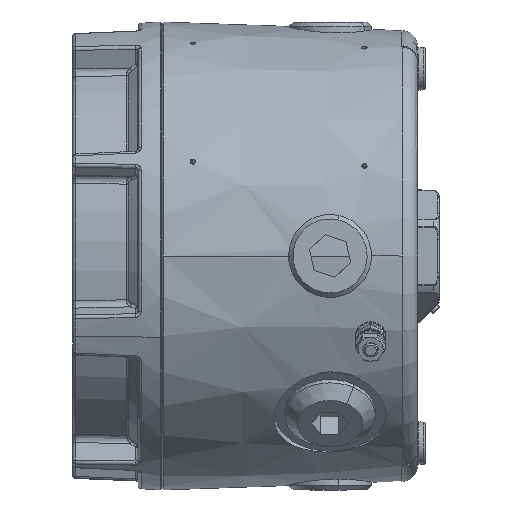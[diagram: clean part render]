
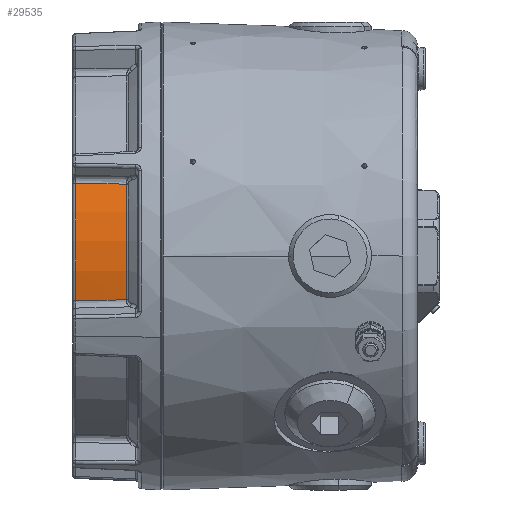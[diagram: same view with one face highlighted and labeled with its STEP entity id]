
A CAD part, left-side view. The second image highlights one B-rep face of the part: STEP entity #29535.
In plain terms, the highlighted conical face has half-angle 2 degrees and reference radius 65 mm.
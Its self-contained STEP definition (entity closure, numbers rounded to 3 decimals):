
#364 = FACE_OUTER_BOUND ( 'NONE', #35323, .T. ) ;
#854 = DIRECTION ( 'NONE',  ( 0., -1., 0. ) ) ;
#2005 = CARTESIAN_POINT ( 'NONE',  ( -49.546, 12.861, 42.928 ) ) ;
#2958 = DIRECTION ( 'NONE',  ( -1., 0., 0. ) ) ;
#6072 = EDGE_CURVE ( 'NONE', #31545, #6391, #20303, .T. ) ;
#6344 = DIRECTION ( 'NONE',  ( 1., 0., 0. ) ) ;
#6391 = VERTEX_POINT ( 'NONE', #18353 ) ;
#8022 = CARTESIAN_POINT ( 'NONE',  ( -64.564, 24.804, 8.64 ) ) ;
#8067 = CARTESIAN_POINT ( 'NONE',  ( -48.84, 27.835, 42.942 ) ) ;
#9585 = CARTESIAN_POINT ( 'NONE',  ( -64.471, 27.835, 8.537 ) ) ;
#10165 = EDGE_CURVE ( 'NONE', #6391, #19388, #13052, .T. ) ;
#11026 = CARTESIAN_POINT ( 'NONE',  ( -64.833, 16.031, 8.938 ) ) ;
#12050 = EDGE_CURVE ( 'NONE', #23961, #31545, #33338, .T. ) ;
#12758 = CARTESIAN_POINT ( 'NONE',  ( -49.235, 19.475, 42.935 ) ) ;
#13052 = B_SPLINE_CURVE_WITH_KNOTS ( 'NONE', 3,
 ( #9585, #22623, #31373, #8022, #28887, #11026, #31902 ),
 .UNSPECIFIED., .F., .F.,
 ( 4, 3, 4 ),
 ( 0.001, 0.004, 0.017 ),
 .UNSPECIFIED. ) ;
#13239 = AXIS2_PLACEMENT_3D ( 'NONE', #16589, #34587, #13739 ) ;
#13739 = DIRECTION ( 'NONE',  ( 1., 0., 0. ) ) ;
#14818 = ORIENTED_EDGE ( 'NONE', *, *, #19274, .T. ) ;
#15647 = CARTESIAN_POINT ( 'NONE',  ( 0., 28.8, 0. ) ) ;
#16589 = CARTESIAN_POINT ( 'NONE',  ( 0., 11.644, 0. ) ) ;
#16989 = CARTESIAN_POINT ( 'NONE',  ( -48.84, 27.835, 42.942 ) ) ;
#17348 = ORIENTED_EDGE ( 'NONE', *, *, #12050, .T. ) ;
#17556 = AXIS2_PLACEMENT_3D ( 'NONE', #15647, #854, #6344 ) ;
#18353 = CARTESIAN_POINT ( 'NONE',  ( -64.471, 27.835, 8.537 ) ) ;
#18495 = CARTESIAN_POINT ( 'NONE',  ( -49.489, 14.078, 42.93 ) ) ;
#18765 = CARTESIAN_POINT ( 'NONE',  ( -49.432, 15.296, 42.931 ) ) ;
#18885 = AXIS2_PLACEMENT_3D ( 'NONE', #20999, #21820, #2958 ) ;
#19274 = EDGE_CURVE ( 'NONE', #19388, #23961, #25483, .T. ) ;
#19388 = VERTEX_POINT ( 'NONE', #37718 ) ;
#20303 = CIRCLE ( 'NONE', #18885, 65.034 ) ;
#20999 = CARTESIAN_POINT ( 'NONE',  ( 0., 27.835, 0. ) ) ;
#21820 = DIRECTION ( 'NONE',  ( 0., -1., 0. ) ) ;
#22623 = CARTESIAN_POINT ( 'NONE',  ( -64.502, 26.825, 8.571 ) ) ;
#23961 = VERTEX_POINT ( 'NONE', #24916 ) ;
#24916 = CARTESIAN_POINT ( 'NONE',  ( -49.603, 11.644, 42.927 ) ) ;
#25483 = CIRCLE ( 'NONE', #13239, 65.599 ) ;
#27742 = ORIENTED_EDGE ( 'NONE', *, *, #6072, .T. ) ;
#28422 = CARTESIAN_POINT ( 'NONE',  ( -49.038, 23.655, 42.938 ) ) ;
#28662 = ORIENTED_EDGE ( 'NONE', *, *, #10165, .T. ) ;
#28887 = CARTESIAN_POINT ( 'NONE',  ( -64.699, 20.418, 8.789 ) ) ;
#29535 = ADVANCED_FACE ( 'NONE', ( #364 ), #38244, .T. ) ;
#31373 = CARTESIAN_POINT ( 'NONE',  ( -64.533, 25.814, 8.606 ) ) ;
#31545 = VERTEX_POINT ( 'NONE', #8067 ) ;
#31902 = CARTESIAN_POINT ( 'NONE',  ( -64.967, 11.644, 9.088 ) ) ;
#33338 = B_SPLINE_CURVE_WITH_KNOTS ( 'NONE', 3,
 ( #33991, #2005, #18495, #18765, #12758, #28422, #16989 ),
 .UNSPECIFIED., .F., .F.,
 ( 4, 3, 4 ),
 ( 0., 0.004, 0.017 ),
 .UNSPECIFIED. ) ;
#33991 = CARTESIAN_POINT ( 'NONE',  ( -49.603, 11.644, 42.927 ) ) ;
#34587 = DIRECTION ( 'NONE',  ( 0., 1., 0. ) ) ;
#35323 = EDGE_LOOP ( 'NONE', ( #17348, #27742, #28662, #14818 ) ) ;
#37718 = CARTESIAN_POINT ( 'NONE',  ( -64.967, 11.644, 9.088 ) ) ;
#38244 = CONICAL_SURFACE ( 'NONE', #17556, 65., 0.035 ) ;
